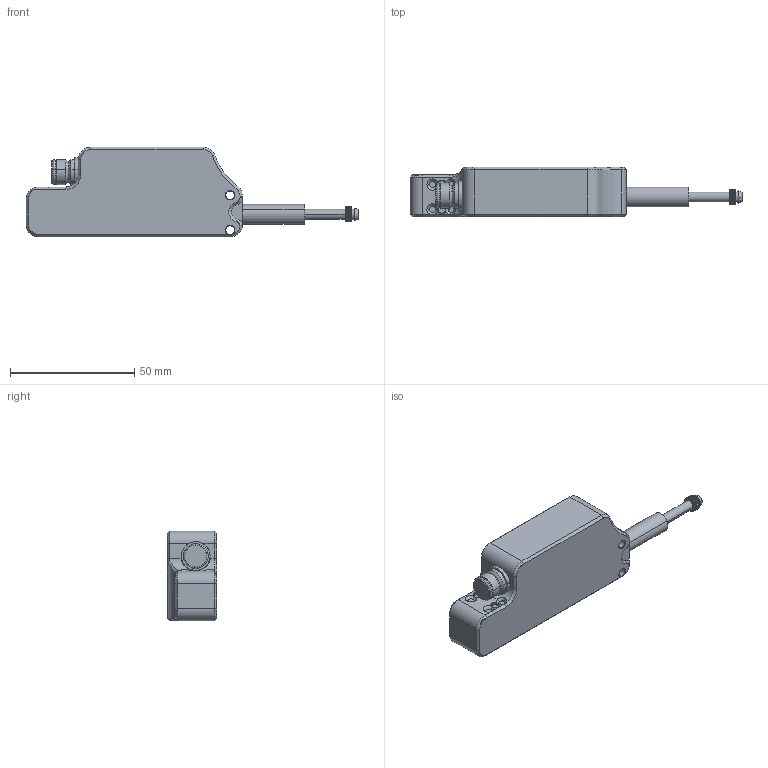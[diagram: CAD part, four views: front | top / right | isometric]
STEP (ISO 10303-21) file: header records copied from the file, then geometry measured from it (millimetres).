
FILE_DESCRIPTION((''),'2;1');
FILE_NAME('MR-DT15','2022-03-25T',('EDY'),(''),'CREO PARAMETRIC BY PTC INC, 2018070','CREO PARAMETRIC BY PTC INC, 2018070','');
FILE_SCHEMA(('CONFIG_CONTROL_DESIGN'));
Length unit declared in the file: millimetre
Products named in the file (1): MR-DT15
Bounding box: 133.4 x 20 x 36 mm (x, y, z)
Volume: 54520.4 mm3; surface area: 13425.8 mm2
Topology: 4 solids, 11 shells, 415 faces, 1082 edges, 690 vertices
Faces by surface type: plane 182, cylinder 139, cone 81, bspline 7, torus 6
Entity records: 13295 total; most frequent: CARTESIAN_POINT 2966, ORIENTED_EDGE 2156, DIRECTION 2124, EDGE_CURVE 1078, AXIS2_PLACEMENT_3D 745, VERTEX_POINT 689, VECTOR 634, LINE 634
